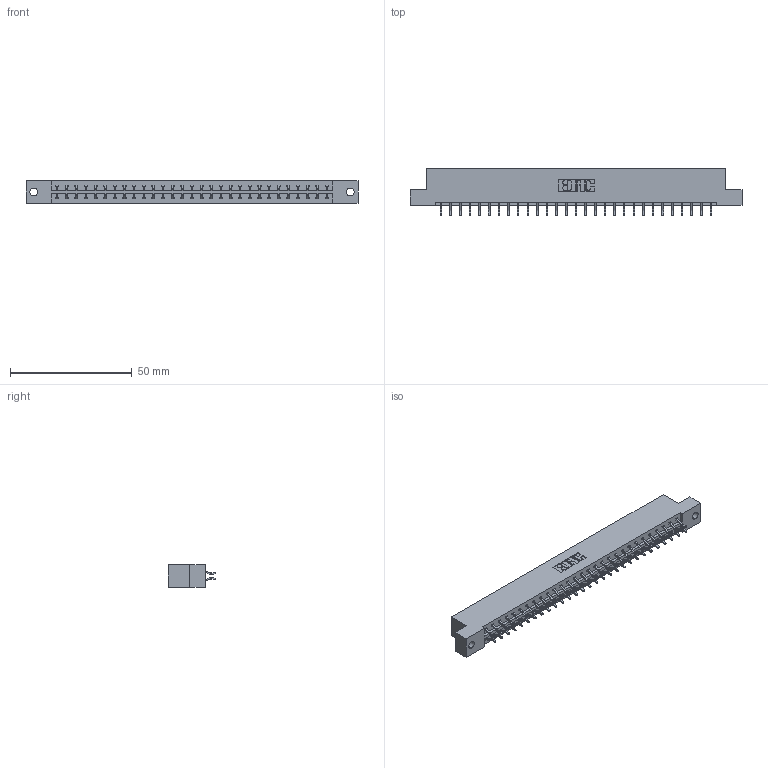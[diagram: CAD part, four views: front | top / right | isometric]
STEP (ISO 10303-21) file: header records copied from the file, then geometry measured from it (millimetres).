
FILE_DESCRIPTION (( 'STEP AP203' ), '1' );
FILE_NAME ('333-058-556-202.STEP', '2018-08-04T06:21:51', ( '' ), ( '' ), 'SwSTEP 2.0', 'SolidWorks 2016', '' );
FILE_SCHEMA (( 'CONFIG_CONTROL_DESIGN' ));
Length unit declared in the file: inch
Products named in the file (3): 345-292-001_556 Tail; 333-058-556-202; 333 Part_Flush - .128 Dia
Assembly tree (59 placements, depth 2):
  333-058-556-202
    333 Part_Flush - .128 Dia
    345-292-001_556 Tail  x58
Bounding box: 136.45 x 19.57 x 9.4 mm (x, y, z)
Volume: 13770.1 mm3; surface area: 15809.4 mm2
Topology: 59 solids, 59 shells, 3478 faces, 10345 edges, 6818 vertices
Faces by surface type: plane 2390, cylinder 1088
Entity records: 20561 total; most frequent: CARTESIAN_POINT 3438, ORIENTED_EDGE 3362, DIRECTION 2949, EDGE_CURVE 1681, LINE 1545, VECTOR 1545, VERTEX_POINT 1118, AXIS2_PLACEMENT_3D 702
